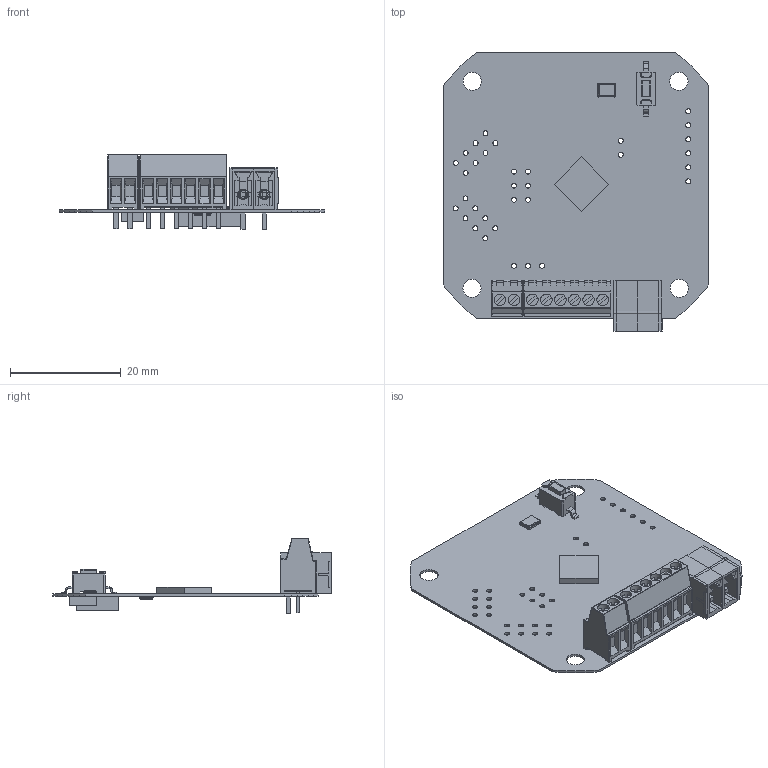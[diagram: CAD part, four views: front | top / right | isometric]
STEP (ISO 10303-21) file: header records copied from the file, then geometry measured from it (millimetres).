
FILE_DESCRIPTION(('Open CASCADE Model'),'2;1');
FILE_NAME('Open CASCADE Shape Model','2018-05-09T01:36:27',('Author'),( 'Open CASCADE'),'Open CASCADE STEP processor 6.8','Open CASCADE 6.8' ,'Unknown');
FILE_SCHEMA(('AUTOMOTIVE_DESIGN { 1 0 10303 214 1 1 1 1 }'));
Products named in the file (1): PCB
Bounding box: 48 x 50.39 x 13.53 mm (x, y, z)
Volume: 1227.5 mm3; surface area: 7518.9 mm2
Topology: 4 solids, 710 shells, 1221 faces, 5121 edges, 4574 vertices
Faces by surface type: plane 782, cylinder 323, torus 60, sphere 36, bspline 16, cone 4
Full cylindrical faces by diameter (mm): 0.9 x33, 1.1 x8, 1.4 x2, 3.3 x4
Entity records: 58896 total; most frequent: CARTESIAN_POINT 11603, DIRECTION 8483, ORIENTED_EDGE 6302, EDGE_CURVE 5085, VERTEX_POINT 4574, LINE 3987, VECTOR 3987, AXIS2_PLACEMENT_3D 2248
